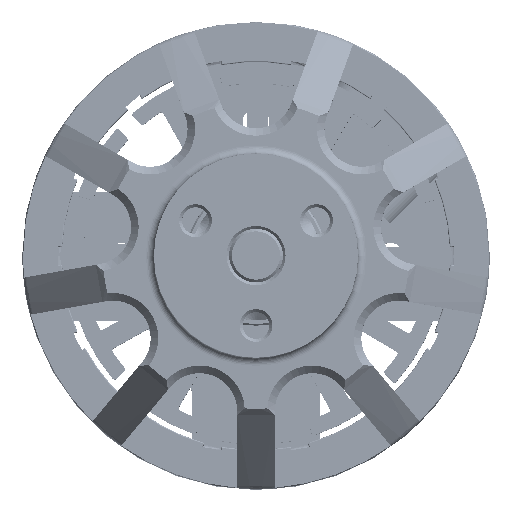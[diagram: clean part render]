
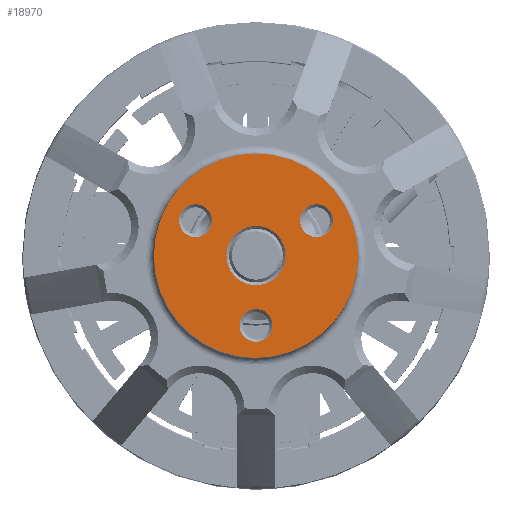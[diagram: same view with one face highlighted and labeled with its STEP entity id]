
A CAD part, top view. The second image highlights one B-rep face of the part: STEP entity #18970.
In plain terms, the highlighted planar face has unit normal (0, 0, 1).
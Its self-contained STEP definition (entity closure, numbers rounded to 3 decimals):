
#110 = CARTESIAN_POINT ( 'NONE',  ( 0., 0., 18. ) ) ;
#161 = FACE_BOUND ( 'NONE', #13857, .T. ) ;
#366 = DIRECTION ( 'NONE',  ( 1., 0., 0. ) ) ;
#475 = DIRECTION ( 'NONE',  ( 0., 0., 1. ) ) ;
#487 = ORIENTED_EDGE ( 'NONE', *, *, #4240, .F. ) ;
#557 = FACE_BOUND ( 'NONE', #6982, .T. ) ;
#611 = CARTESIAN_POINT ( 'NONE',  ( 0., 0., 18. ) ) ;
#751 = CARTESIAN_POINT ( 'NONE',  ( 9.5, 0., 18. ) ) ;
#1132 = ORIENTED_EDGE ( 'NONE', *, *, #28249, .F. ) ;
#1408 = CIRCLE ( 'NONE', #26717, 2.75 ) ;
#1685 = CARTESIAN_POINT ( 'NONE',  ( 0., 0., 18. ) ) ;
#1688 = VERTEX_POINT ( 'NONE', #23688 ) ;
#1842 = DIRECTION ( 'NONE',  ( 0., 0., 1. ) ) ;
#1863 = EDGE_CURVE ( 'NONE', #27649, #14390, #8485, .T. ) ;
#2189 = CIRCLE ( 'NONE', #3548, 1.525 ) ;
#3548 = AXIS2_PLACEMENT_3D ( 'NONE', #31300, #9455, #19240 ) ;
#4104 = ORIENTED_EDGE ( 'NONE', *, *, #8467, .F. ) ;
#4130 = DIRECTION ( 'NONE',  ( 1., 0., 0. ) ) ;
#4240 = EDGE_CURVE ( 'NONE', #23893, #17274, #2189, .T. ) ;
#4575 = AXIS2_PLACEMENT_3D ( 'NONE', #15181, #24665, #12622 ) ;
#4718 = CARTESIAN_POINT ( 'NONE',  ( -1.525, -6.5, 18. ) ) ;
#4728 = AXIS2_PLACEMENT_3D ( 'NONE', #13937, #1842, #23648 ) ;
#5110 = CARTESIAN_POINT ( 'NONE',  ( -4.104, 3.25, 18. ) ) ;
#5875 = DIRECTION ( 'NONE',  ( 1., 0., 0. ) ) ;
#6610 = CIRCLE ( 'NONE', #4728, 1.525 ) ;
#6982 = EDGE_LOOP ( 'NONE', ( #487, #4104 ) ) ;
#7414 = EDGE_CURVE ( 'NONE', #14390, #27649, #6610, .T. ) ;
#7572 = DIRECTION ( 'NONE',  ( 0., 0., -1. ) ) ;
#7786 = VERTEX_POINT ( 'NONE', #751 ) ;
#7901 = AXIS2_PLACEMENT_3D ( 'NONE', #110, #24567, #5875 ) ;
#7978 = CARTESIAN_POINT ( 'NONE',  ( -7.154, 3.25, 18. ) ) ;
#8208 = DIRECTION ( 'NONE',  ( 1., 0., 0. ) ) ;
#8467 = EDGE_CURVE ( 'NONE', #17274, #23893, #18754, .T. ) ;
#8485 = CIRCLE ( 'NONE', #11885, 1.525 ) ;
#9067 = DIRECTION ( 'NONE',  ( 0., 0., 1. ) ) ;
#9317 = ORIENTED_EDGE ( 'NONE', *, *, #11142, .F. ) ;
#9367 = VERTEX_POINT ( 'NONE', #12724 ) ;
#9455 = DIRECTION ( 'NONE',  ( 0., 0., 1. ) ) ;
#9705 = EDGE_CURVE ( 'NONE', #9367, #7786, #11482, .T. ) ;
#10324 = CARTESIAN_POINT ( 'NONE',  ( 5.629, 3.25, 18. ) ) ;
#11142 = EDGE_CURVE ( 'NONE', #15908, #1688, #25492, .T. ) ;
#11165 = EDGE_CURVE ( 'NONE', #18843, #21865, #14802, .T. ) ;
#11482 = CIRCLE ( 'NONE', #18051, 9.5 ) ;
#11658 = EDGE_CURVE ( 'NONE', #21865, #18843, #1408, .T. ) ;
#11885 = AXIS2_PLACEMENT_3D ( 'NONE', #24629, #12374, #366 ) ;
#12374 = DIRECTION ( 'NONE',  ( 0., 0., 1. ) ) ;
#12622 = DIRECTION ( 'NONE',  ( 1., 0., 0. ) ) ;
#12724 = CARTESIAN_POINT ( 'NONE',  ( -9.5, 0., 18. ) ) ;
#12793 = CARTESIAN_POINT ( 'NONE',  ( 0., 0., 18. ) ) ;
#13830 = CARTESIAN_POINT ( 'NONE',  ( 0., -6.5, 18. ) ) ;
#13857 = EDGE_LOOP ( 'NONE', ( #22494, #22873 ) ) ;
#13937 = CARTESIAN_POINT ( 'NONE',  ( -5.629, 3.25, 18. ) ) ;
#13944 = FACE_BOUND ( 'NONE', #27990, .T. ) ;
#14390 = VERTEX_POINT ( 'NONE', #7978 ) ;
#14791 = CARTESIAN_POINT ( 'NONE',  ( 7.154, 3.25, 18. ) ) ;
#14802 = CIRCLE ( 'NONE', #7901, 2.75 ) ;
#15122 = DIRECTION ( 'NONE',  ( 0., 0., 1. ) ) ;
#15181 = CARTESIAN_POINT ( 'NONE',  ( 5.629, 3.25, 18. ) ) ;
#15341 = DIRECTION ( 'NONE',  ( 1., 0., 0. ) ) ;
#15908 = VERTEX_POINT ( 'NONE', #14791 ) ;
#17274 = VERTEX_POINT ( 'NONE', #4718 ) ;
#17648 = DIRECTION ( 'NONE',  ( 1., 0., 0. ) ) ;
#18051 = AXIS2_PLACEMENT_3D ( 'NONE', #1685, #31032, #4130 ) ;
#18754 = CIRCLE ( 'NONE', #22761, 1.525 ) ;
#18843 = VERTEX_POINT ( 'NONE', #28917 ) ;
#18970 = ADVANCED_FACE ( 'NONE', ( #557, #13944, #161, #26157, #30001 ), #20043, .T. ) ;
#19240 = DIRECTION ( 'NONE',  ( 1., 0., 0. ) ) ;
#19333 = EDGE_LOOP ( 'NONE', ( #27274, #26053 ) ) ;
#19894 = EDGE_CURVE ( 'NONE', #7786, #9367, #28794, .T. ) ;
#20043 = PLANE ( 'NONE',  #22875 ) ;
#20056 = CARTESIAN_POINT ( 'NONE',  ( 0., 0., 18. ) ) ;
#20984 = DIRECTION ( 'NONE',  ( 1., 0., 0. ) ) ;
#21865 = VERTEX_POINT ( 'NONE', #28240 ) ;
#22307 = DIRECTION ( 'NONE',  ( 1., 0., 0. ) ) ;
#22494 = ORIENTED_EDGE ( 'NONE', *, *, #1863, .F. ) ;
#22761 = AXIS2_PLACEMENT_3D ( 'NONE', #13830, #9067, #20984 ) ;
#22873 = ORIENTED_EDGE ( 'NONE', *, *, #7414, .F. ) ;
#22875 = AXIS2_PLACEMENT_3D ( 'NONE', #12793, #475, #8208 ) ;
#23648 = DIRECTION ( 'NONE',  ( 1., 0., 0. ) ) ;
#23688 = CARTESIAN_POINT ( 'NONE',  ( 4.104, 3.25, 18. ) ) ;
#23893 = VERTEX_POINT ( 'NONE', #30588 ) ;
#24567 = DIRECTION ( 'NONE',  ( 0., 0., -1. ) ) ;
#24629 = CARTESIAN_POINT ( 'NONE',  ( -5.629, 3.25, 18. ) ) ;
#24665 = DIRECTION ( 'NONE',  ( 0., 0., 1. ) ) ;
#25048 = ORIENTED_EDGE ( 'NONE', *, *, #19894, .T. ) ;
#25492 = CIRCLE ( 'NONE', #4575, 1.525 ) ;
#26053 = ORIENTED_EDGE ( 'NONE', *, *, #11658, .T. ) ;
#26157 = FACE_BOUND ( 'NONE', #19333, .T. ) ;
#26289 = CIRCLE ( 'NONE', #27842, 1.525 ) ;
#26717 = AXIS2_PLACEMENT_3D ( 'NONE', #20056, #7572, #15341 ) ;
#27274 = ORIENTED_EDGE ( 'NONE', *, *, #11165, .T. ) ;
#27649 = VERTEX_POINT ( 'NONE', #5110 ) ;
#27731 = EDGE_LOOP ( 'NONE', ( #25048, #30373 ) ) ;
#27837 = AXIS2_PLACEMENT_3D ( 'NONE', #611, #29690, #22307 ) ;
#27842 = AXIS2_PLACEMENT_3D ( 'NONE', #10324, #15122, #17648 ) ;
#27990 = EDGE_LOOP ( 'NONE', ( #9317, #1132 ) ) ;
#28240 = CARTESIAN_POINT ( 'NONE',  ( -2.75, 0., 18. ) ) ;
#28249 = EDGE_CURVE ( 'NONE', #1688, #15908, #26289, .T. ) ;
#28794 = CIRCLE ( 'NONE', #27837, 9.5 ) ;
#28917 = CARTESIAN_POINT ( 'NONE',  ( 2.75, 0., 18. ) ) ;
#29690 = DIRECTION ( 'NONE',  ( 0., 0., 1. ) ) ;
#30001 = FACE_OUTER_BOUND ( 'NONE', #27731, .T. ) ;
#30373 = ORIENTED_EDGE ( 'NONE', *, *, #9705, .T. ) ;
#30588 = CARTESIAN_POINT ( 'NONE',  ( 1.525, -6.5, 18. ) ) ;
#31032 = DIRECTION ( 'NONE',  ( 0., 0., 1. ) ) ;
#31300 = CARTESIAN_POINT ( 'NONE',  ( 0., -6.5, 18. ) ) ;
